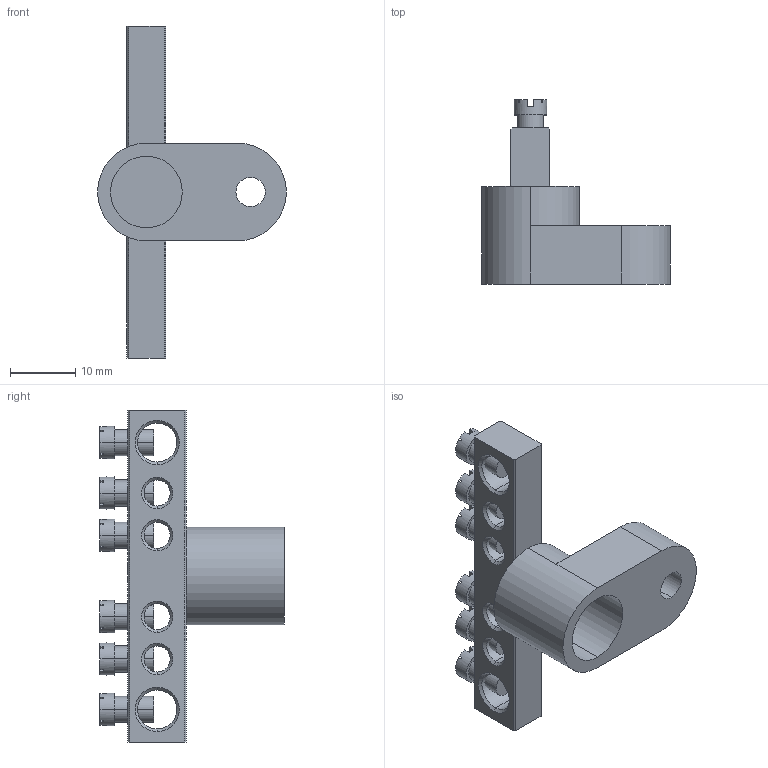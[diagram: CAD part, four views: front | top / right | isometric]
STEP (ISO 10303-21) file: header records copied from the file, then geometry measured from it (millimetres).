
FILE_DESCRIPTION (( 'STEP AP214' ), '1' );
FILE_NAME ('YNN10-69-6C1-K05 Øèíà PE çåìëÿ íà îäíîì óãëîâîì èçîë ØÍÈ-6õ9-6-Ó1-Æ ÈÝÊ.STEP', '2016-08-24T08:18:12', ( 'user' ), ( '' ), 'SwSTEP 2.0', 'SolidWorks 2014', '' );
FILE_SCHEMA (( 'AUTOMOTIVE_DESIGN' ));
Length unit declared in the file: millimetre
Products named in the file (4): YNN10-69-6C1-K05 Øèíà PE çåìëÿ íà îäíîì óãëîâîì èçîë ØÍÈ-6õ9-6-Ó1-Æ ÈÝÊ; Óãëîâîé èçîëÿòîð äëÿ 0 øèíû æ¸ëòûé; Øèíà ÂõÍ n-1_6å9 6-1; Âèíò_Œ4
Assembly tree (8 placements, depth 2):
  YNN10-69-6C1-K05 Øèíà PE çåìëÿ íà îäíîì óãëîâîì èçîë ØÍÈ-6õ9-6-Ó1-Æ ÈÝÊ
    Óãëîâîé èçîëÿòîð äëÿ 0 øèíû æ¸ëòûé
    Øèíà ÂõÍ n-1_6å9 6-1
    Âèíò_Œ4  x6
Bounding box: 29 x 28.3 x 51 mm (x, y, z)
Volume: 5986.1 mm3; surface area: 5161.8 mm2
Topology: 8 solids, 8 shells, 329 faces, 876 edges, 564 vertices
Faces by surface type: plane 202, cone 70, cylinder 57
Entity records: 4583 total; most frequent: CARTESIAN_POINT 1053, DIRECTION 703, ORIENTED_EDGE 638, EDGE_CURVE 319, AXIS2_PLACEMENT_3D 271, VERTEX_POINT 199, LINE 161, VECTOR 161
